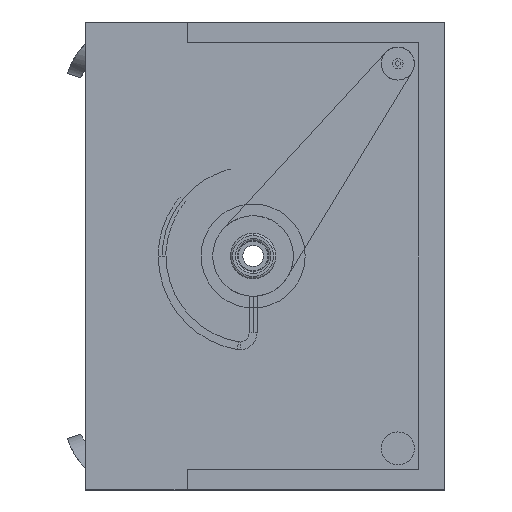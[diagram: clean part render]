
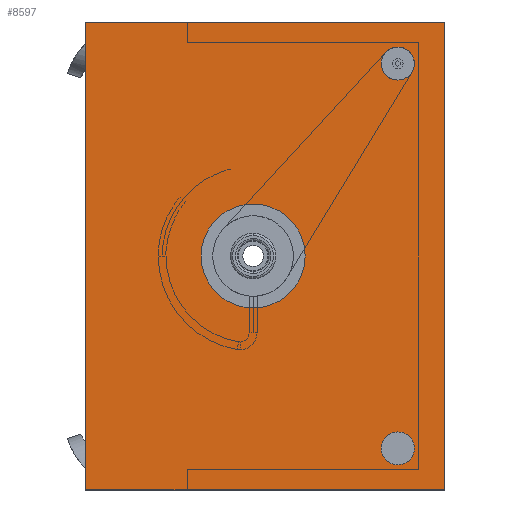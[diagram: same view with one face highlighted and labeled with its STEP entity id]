
A CAD part, left-side view. The second image highlights one B-rep face of the part: STEP entity #8597.
In plain terms, the highlighted planar face has unit normal (-1, 0, 0).
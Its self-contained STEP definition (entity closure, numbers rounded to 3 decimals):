
#35 = DIRECTION ( 'NONE',  ( 1., 0., 0. ) ) ;
#53 = AXIS2_PLACEMENT_3D ( 'NONE', #2020, #5545, #6587 ) ;
#66 = FACE_BOUND ( 'NONE', #3174, .T. ) ;
#225 = CARTESIAN_POINT ( 'NONE',  ( -126.15, 3.6, 14.8 ) ) ;
#378 = EDGE_CURVE ( 'NONE', #4762, #3310, #10825, .T. ) ;
#508 = CARTESIAN_POINT ( 'NONE',  ( -126.15, 0., 18. ) ) ;
#510 = CARTESIAN_POINT ( 'NONE',  ( -126.15, 14.73, -4. ) ) ;
#1229 = CIRCLE ( 'NONE', #8054, 1.27 ) ;
#1597 = FACE_BOUND ( 'NONE', #2353, .T. ) ;
#1670 = PLANE ( 'NONE',  #6271 ) ;
#1731 = VERTEX_POINT ( 'NONE', #510 ) ;
#2020 = CARTESIAN_POINT ( 'NONE',  ( -126.15, 3.6, 14.8 ) ) ;
#2070 = CARTESIAN_POINT ( 'NONE',  ( -126.15, 0., -18. ) ) ;
#2077 = CARTESIAN_POINT ( 'NONE',  ( -126.15, 0., 0. ) ) ;
#2192 = LINE ( 'NONE', #11081, #10498 ) ;
#2353 = EDGE_LOOP ( 'NONE', ( #2831, #4844 ) ) ;
#2396 = EDGE_CURVE ( 'NONE', #9526, #3198, #2490, .T. ) ;
#2472 = ORIENTED_EDGE ( 'NONE', *, *, #2396, .T. ) ;
#2490 = CIRCLE ( 'NONE', #53, 1.27 ) ;
#2491 = EDGE_LOOP ( 'NONE', ( #6068, #4670, #9971, #5107 ) ) ;
#2583 = CARTESIAN_POINT ( 'NONE',  ( -126.15, 14.73, 0. ) ) ;
#2656 = EDGE_CURVE ( 'NONE', #10648, #10348, #2192, .T. ) ;
#2831 = ORIENTED_EDGE ( 'NONE', *, *, #9945, .T. ) ;
#2960 = DIRECTION ( 'NONE',  ( 1., 0., 0. ) ) ;
#3174 = EDGE_LOOP ( 'NONE', ( #7028, #9239 ) ) ;
#3198 = VERTEX_POINT ( 'NONE', #5980 ) ;
#3296 = CARTESIAN_POINT ( 'NONE',  ( -126.15, 3.6, -13.53 ) ) ;
#3310 = VERTEX_POINT ( 'NONE', #7141 ) ;
#3486 = DIRECTION ( 'NONE',  ( 0., 0., -1. ) ) ;
#3587 = CARTESIAN_POINT ( 'NONE',  ( -126.15, 3.6, 13.53 ) ) ;
#3677 = CARTESIAN_POINT ( 'NONE',  ( -126.15, 3.6, -14.8 ) ) ;
#3958 = CIRCLE ( 'NONE', #7658, 4. ) ;
#4028 = CARTESIAN_POINT ( 'NONE',  ( -126.15, 27.6, -18. ) ) ;
#4045 = CARTESIAN_POINT ( 'NONE',  ( -126.15, 27.6, 18. ) ) ;
#4318 = EDGE_LOOP ( 'NONE', ( #2472, #8465 ) ) ;
#4328 = AXIS2_PLACEMENT_3D ( 'NONE', #2583, #10659, #10572 ) ;
#4533 = LINE ( 'NONE', #4028, #6613 ) ;
#4543 = LINE ( 'NONE', #2077, #5928 ) ;
#4651 = CIRCLE ( 'NONE', #10250, 1.27 ) ;
#4670 = ORIENTED_EDGE ( 'NONE', *, *, #6365, .F. ) ;
#4762 = VERTEX_POINT ( 'NONE', #3296 ) ;
#4844 = ORIENTED_EDGE ( 'NONE', *, *, #378, .T. ) ;
#5107 = ORIENTED_EDGE ( 'NONE', *, *, #6692, .T. ) ;
#5291 = CARTESIAN_POINT ( 'NONE',  ( -126.15, 27.6, 18. ) ) ;
#5545 = DIRECTION ( 'NONE',  ( 1., 0., 0. ) ) ;
#5590 = CARTESIAN_POINT ( 'NONE',  ( -126.15, 3.6, -14.8 ) ) ;
#5751 = DIRECTION ( 'NONE',  ( 0., -1., 0. ) ) ;
#5799 = DIRECTION ( 'NONE',  ( 0., 0., -1. ) ) ;
#5846 = CARTESIAN_POINT ( 'NONE',  ( -126.15, 27.6, -18. ) ) ;
#5928 = VECTOR ( 'NONE', #8278, 1000. ) ;
#5980 = CARTESIAN_POINT ( 'NONE',  ( -126.15, 3.6, 16.07 ) ) ;
#6013 = CIRCLE ( 'NONE', #4328, 4. ) ;
#6068 = ORIENTED_EDGE ( 'NONE', *, *, #6084, .F. ) ;
#6084 = EDGE_CURVE ( 'NONE', #6734, #7519, #4543, .T. ) ;
#6157 = CARTESIAN_POINT ( 'NONE',  ( -126.15, 27.6, 0. ) ) ;
#6271 = AXIS2_PLACEMENT_3D ( 'NONE', #6157, #9723, #7862 ) ;
#6277 = DIRECTION ( 'NONE',  ( 0., 0., -1. ) ) ;
#6365 = EDGE_CURVE ( 'NONE', #10648, #6734, #7317, .T. ) ;
#6398 = DIRECTION ( 'NONE',  ( 0., 0., -1. ) ) ;
#6587 = DIRECTION ( 'NONE',  ( 0., 0., -1. ) ) ;
#6613 = VECTOR ( 'NONE', #11091, 1000. ) ;
#6692 = EDGE_CURVE ( 'NONE', #10348, #7519, #4533, .T. ) ;
#6734 = VERTEX_POINT ( 'NONE', #508 ) ;
#6933 = EDGE_CURVE ( 'NONE', #1731, #6991, #3958, .T. ) ;
#6991 = VERTEX_POINT ( 'NONE', #10670 ) ;
#7028 = ORIENTED_EDGE ( 'NONE', *, *, #9184, .T. ) ;
#7092 = DIRECTION ( 'NONE',  ( 1., 0., 0. ) ) ;
#7141 = CARTESIAN_POINT ( 'NONE',  ( -126.15, 3.6, -16.07 ) ) ;
#7317 = LINE ( 'NONE', #4045, #7458 ) ;
#7458 = VECTOR ( 'NONE', #5751, 1000. ) ;
#7519 = VERTEX_POINT ( 'NONE', #2070 ) ;
#7658 = AXIS2_PLACEMENT_3D ( 'NONE', #7966, #7092, #3486 ) ;
#7862 = DIRECTION ( 'NONE',  ( 0., 0., 1. ) ) ;
#7966 = CARTESIAN_POINT ( 'NONE',  ( -126.15, 14.73, 0. ) ) ;
#8054 = AXIS2_PLACEMENT_3D ( 'NONE', #5590, #2960, #9150 ) ;
#8278 = DIRECTION ( 'NONE',  ( 0., 0., -1. ) ) ;
#8465 = ORIENTED_EDGE ( 'NONE', *, *, #10817, .T. ) ;
#8597 = ADVANCED_FACE ( 'NONE', ( #9056, #1597, #9874, #66 ), #1670, .T. ) ;
#9019 = AXIS2_PLACEMENT_3D ( 'NONE', #3677, #35, #6277 ) ;
#9056 = FACE_OUTER_BOUND ( 'NONE', #2491, .T. ) ;
#9150 = DIRECTION ( 'NONE',  ( 0., 0., -1. ) ) ;
#9184 = EDGE_CURVE ( 'NONE', #6991, #1731, #6013, .T. ) ;
#9239 = ORIENTED_EDGE ( 'NONE', *, *, #6933, .T. ) ;
#9526 = VERTEX_POINT ( 'NONE', #3587 ) ;
#9723 = DIRECTION ( 'NONE',  ( -1., 0., 0. ) ) ;
#9874 = FACE_BOUND ( 'NONE', #4318, .T. ) ;
#9945 = EDGE_CURVE ( 'NONE', #3310, #4762, #1229, .T. ) ;
#9971 = ORIENTED_EDGE ( 'NONE', *, *, #2656, .T. ) ;
#10250 = AXIS2_PLACEMENT_3D ( 'NONE', #225, #10742, #6398 ) ;
#10348 = VERTEX_POINT ( 'NONE', #5846 ) ;
#10498 = VECTOR ( 'NONE', #5799, 1000. ) ;
#10572 = DIRECTION ( 'NONE',  ( 0., 0., -1. ) ) ;
#10648 = VERTEX_POINT ( 'NONE', #5291 ) ;
#10659 = DIRECTION ( 'NONE',  ( 1., 0., 0. ) ) ;
#10670 = CARTESIAN_POINT ( 'NONE',  ( -126.15, 14.73, 4. ) ) ;
#10742 = DIRECTION ( 'NONE',  ( 1., 0., 0. ) ) ;
#10817 = EDGE_CURVE ( 'NONE', #3198, #9526, #4651, .T. ) ;
#10825 = CIRCLE ( 'NONE', #9019, 1.27 ) ;
#11081 = CARTESIAN_POINT ( 'NONE',  ( -126.15, 27.6, 0. ) ) ;
#11091 = DIRECTION ( 'NONE',  ( 0., -1., 0. ) ) ;
